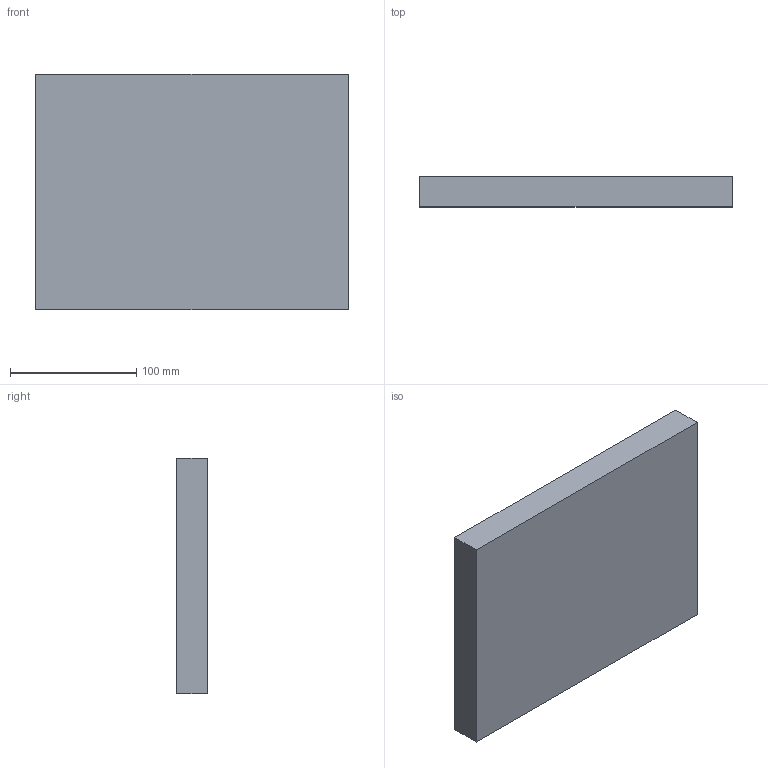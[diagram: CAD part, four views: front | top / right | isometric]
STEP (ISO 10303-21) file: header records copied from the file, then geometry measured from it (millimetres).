
FILE_DESCRIPTION (( 'STEP AP203' ), '1' );
FILE_NAME ('SoccerField3.STEP', '2022-12-27T20:39:46', ( '' ), ( '' ), 'SwSTEP 2.0', 'SolidWorks 2020', '' );
FILE_SCHEMA (( 'CONFIG_CONTROL_DESIGN' ));
Length unit declared in the file: millimetre
Products named in the file (1): SoccerField3
Bounding box: 247 x 24 x 186 mm (x, y, z)
Volume: 138419.6 mm3; surface area: 133551.5 mm2
Topology: 1 solids, 1 shells, 103 faces, 272 edges, 180 vertices
Faces by surface type: plane 81, cylinder 22
Entity records: 3235 total; most frequent: CARTESIAN_POINT 556, ORIENTED_EDGE 544, DIRECTION 524, EDGE_CURVE 272, VECTOR 228, LINE 228, VERTEX_POINT 180, AXIS2_PLACEMENT_3D 148
